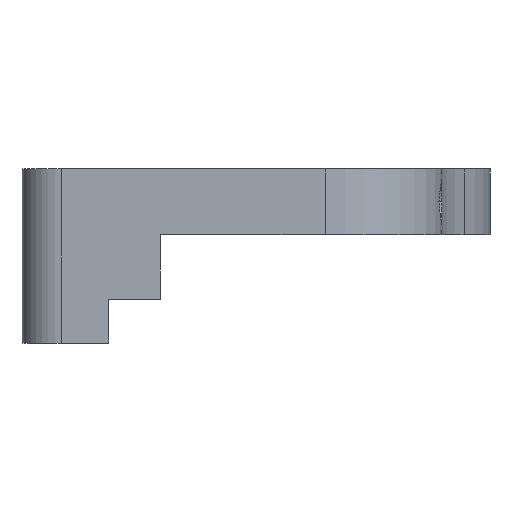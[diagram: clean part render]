
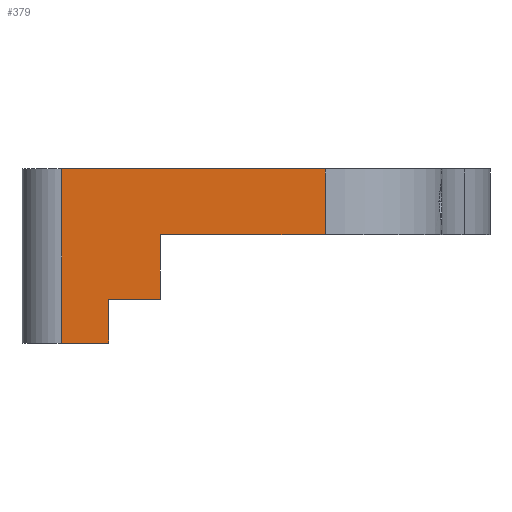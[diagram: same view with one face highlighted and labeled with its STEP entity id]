
A CAD part, front view. The second image highlights one B-rep face of the part: STEP entity #379.
In plain terms, the highlighted planar face has unit normal (0, -1, 0).
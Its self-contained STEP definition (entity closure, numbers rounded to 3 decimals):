
#1 = VERTEX_POINT ( 'NONE', #293 ) ;
#44 = DIRECTION ( 'NONE',  ( 0., -1., 0. ) ) ;
#118 = CARTESIAN_POINT ( 'NONE',  ( 0., -69.6, 4. ) ) ;
#138 = CARTESIAN_POINT ( 'NONE',  ( -15., -69.6, 0. ) ) ;
#162 = CARTESIAN_POINT ( 'NONE',  ( -19.7, -69.6, -40.355 ) ) ;
#176 = ORIENTED_EDGE ( 'NONE', *, *, #1096, .F. ) ;
#199 = EDGE_CURVE ( 'NONE', #1318, #952, #1531, .T. ) ;
#251 = DIRECTION ( 'NONE',  ( 1., 0., 0. ) ) ;
#271 = VERTEX_POINT ( 'NONE', #541 ) ;
#293 = CARTESIAN_POINT ( 'NONE',  ( -19.7, -69.6, -11.847 ) ) ;
#304 = VERTEX_POINT ( 'NONE', #911 ) ;
#322 = CARTESIAN_POINT ( 'NONE',  ( -24., -69.6, -40.355 ) ) ;
#337 = DIRECTION ( 'NONE',  ( 0., 0., -1. ) ) ;
#355 = CARTESIAN_POINT ( 'NONE',  ( -15., -69.6, -35.518 ) ) ;
#379 = ADVANCED_FACE ( 'NONE', ( #1482 ), #496, .T. ) ;
#394 = LINE ( 'NONE', #138, #1558 ) ;
#416 = LINE ( 'NONE', #118, #988 ) ;
#429 = ORIENTED_EDGE ( 'NONE', *, *, #1040, .T. ) ;
#496 = PLANE ( 'NONE',  #890 ) ;
#521 = EDGE_CURVE ( 'NONE', #1, #591, #1546, .T. ) ;
#541 = CARTESIAN_POINT ( 'NONE',  ( 0., -69.6, -6. ) ) ;
#571 = EDGE_CURVE ( 'NONE', #1289, #1667, #394, .T. ) ;
#591 = VERTEX_POINT ( 'NONE', #1538 ) ;
#617 = EDGE_CURVE ( 'NONE', #271, #304, #1659, .T. ) ;
#651 = CARTESIAN_POINT ( 'NONE',  ( 0., -69.6, -11.847 ) ) ;
#660 = DIRECTION ( 'NONE',  ( 0., 0., 1. ) ) ;
#704 = ORIENTED_EDGE ( 'NONE', *, *, #617, .F. ) ;
#723 = CARTESIAN_POINT ( 'NONE',  ( 0., -69.6, 0. ) ) ;
#749 = CARTESIAN_POINT ( 'NONE',  ( -24., -69.6, -15.847 ) ) ;
#833 = LINE ( 'NONE', #322, #1141 ) ;
#865 = VECTOR ( 'NONE', #251, 1000. ) ;
#876 = CARTESIAN_POINT ( 'NONE',  ( -24., -69.6, 0. ) ) ;
#890 = AXIS2_PLACEMENT_3D ( 'NONE', #1369, #44, #337 ) ;
#909 = DIRECTION ( 'NONE',  ( -1., 0., 0. ) ) ;
#911 = CARTESIAN_POINT ( 'NONE',  ( -15., -69.6, -6. ) ) ;
#937 = DIRECTION ( 'NONE',  ( 0., 0., 1. ) ) ;
#952 = VERTEX_POINT ( 'NONE', #1169 ) ;
#974 = VECTOR ( 'NONE', #909, 1000. ) ;
#988 = VECTOR ( 'NONE', #1550, 1000. ) ;
#1027 = DIRECTION ( 'NONE',  ( 1., 0., 0. ) ) ;
#1033 = ORIENTED_EDGE ( 'NONE', *, *, #1312, .T. ) ;
#1040 = EDGE_CURVE ( 'NONE', #952, #1, #1446, .T. ) ;
#1090 = ORIENTED_EDGE ( 'NONE', *, *, #199, .T. ) ;
#1096 = EDGE_CURVE ( 'NONE', #1318, #1289, #833, .T. ) ;
#1129 = DIRECTION ( 'NONE',  ( 0., 0., 1. ) ) ;
#1141 = VECTOR ( 'NONE', #660, 1000. ) ;
#1147 = CARTESIAN_POINT ( 'NONE',  ( 0., -69.6, -15.847 ) ) ;
#1169 = CARTESIAN_POINT ( 'NONE',  ( -19.7, -69.6, -15.847 ) ) ;
#1187 = VECTOR ( 'NONE', #1129, 1000. ) ;
#1269 = VECTOR ( 'NONE', #937, 1000. ) ;
#1289 = VERTEX_POINT ( 'NONE', #876 ) ;
#1312 = EDGE_CURVE ( 'NONE', #591, #304, #1499, .T. ) ;
#1318 = VERTEX_POINT ( 'NONE', #749 ) ;
#1369 = CARTESIAN_POINT ( 'NONE',  ( -15., -69.6, -73.687 ) ) ;
#1375 = EDGE_LOOP ( 'NONE', ( #1383, #1549, #176, #1090, #429, #1660, #1033, #704 ) ) ;
#1383 = ORIENTED_EDGE ( 'NONE', *, *, #1648, .F. ) ;
#1403 = DIRECTION ( 'NONE',  ( 1., 0., 0. ) ) ;
#1446 = LINE ( 'NONE', #162, #1269 ) ;
#1482 = FACE_OUTER_BOUND ( 'NONE', #1375, .T. ) ;
#1499 = LINE ( 'NONE', #355, #1187 ) ;
#1531 = LINE ( 'NONE', #1147, #1632 ) ;
#1538 = CARTESIAN_POINT ( 'NONE',  ( -15., -69.6, -11.847 ) ) ;
#1546 = LINE ( 'NONE', #651, #865 ) ;
#1549 = ORIENTED_EDGE ( 'NONE', *, *, #571, .F. ) ;
#1550 = DIRECTION ( 'NONE',  ( 0., 0., -1. ) ) ;
#1552 = CARTESIAN_POINT ( 'NONE',  ( -15., -69.6, -6. ) ) ;
#1558 = VECTOR ( 'NONE', #1027, 1000. ) ;
#1632 = VECTOR ( 'NONE', #1403, 1000. ) ;
#1648 = EDGE_CURVE ( 'NONE', #1667, #271, #416, .T. ) ;
#1659 = LINE ( 'NONE', #1552, #974 ) ;
#1660 = ORIENTED_EDGE ( 'NONE', *, *, #521, .T. ) ;
#1667 = VERTEX_POINT ( 'NONE', #723 ) ;
